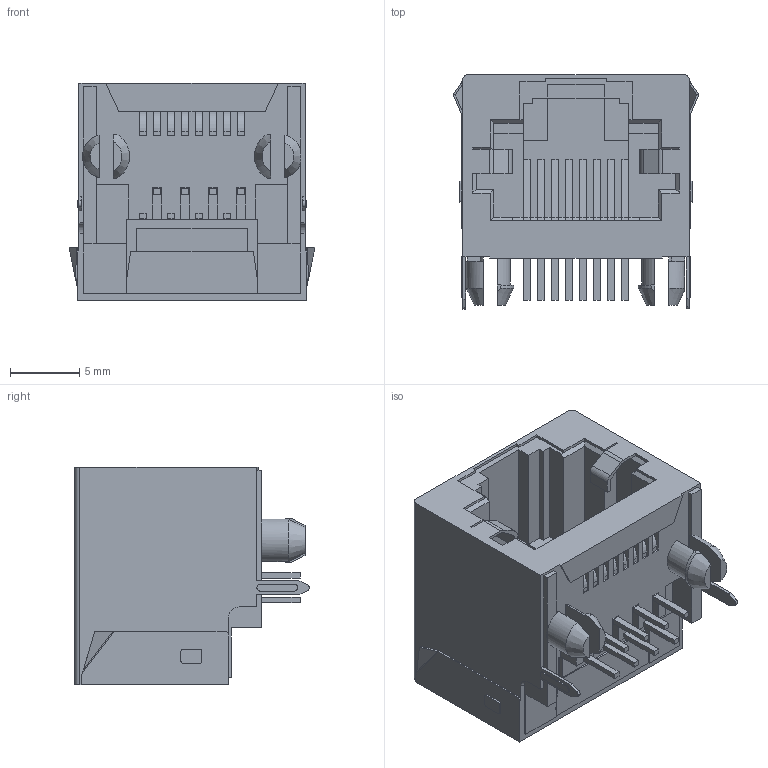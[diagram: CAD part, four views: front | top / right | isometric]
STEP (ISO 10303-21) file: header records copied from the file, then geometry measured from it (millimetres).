
FILE_DESCRIPTION((''),'2;1');
FILE_NAME('438605025','2019-03-11T',('gga'),(''),'PRO/ENGINEER BY PARAMETRIC TECHNOLOGY CORPORATION, 2016010','PRO/ENGINEER BY PARAMETRIC TECHNOLOGY CORPORATION, 2016010','');
FILE_SCHEMA(('CONFIG_CONTROL_DESIGN'));
Length unit declared in the file: inch
Products named in the file (1): 438605025
Bounding box: 17.82 x 16.98 x 15.74 mm (x, y, z)
Volume: 2062 mm3; surface area: 2605.7 mm2
Topology: 1 solids, 5 shells, 496 faces, 1394 edges, 916 vertices
Faces by surface type: plane 423, cylinder 59, bspline 6, cone 4, extrusion 4
Entity records: 15889 total; most frequent: CARTESIAN_POINT 3014, ORIENTED_EDGE 2730, DIRECTION 2485, EDGE_CURVE 1365, VECTOR 1213, LINE 1209, VERTEX_POINT 882, AXIS2_PLACEMENT_3D 636
